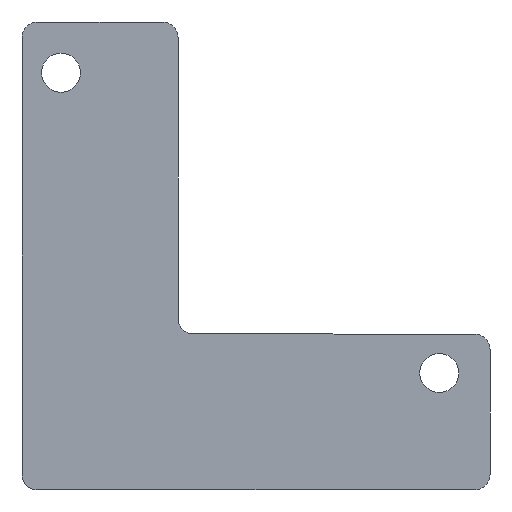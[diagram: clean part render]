
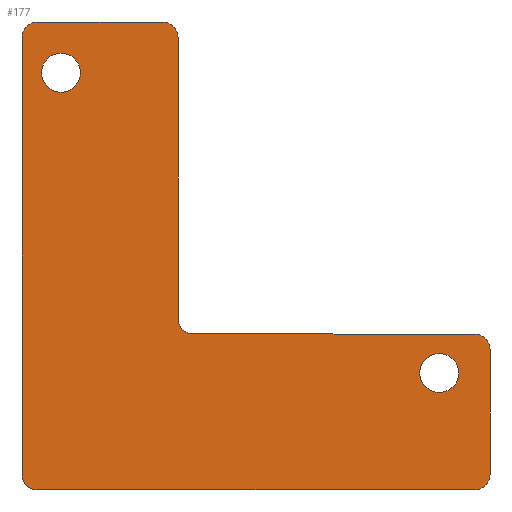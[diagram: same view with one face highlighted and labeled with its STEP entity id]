
A CAD part, left-side view. The second image highlights one B-rep face of the part: STEP entity #177.
In plain terms, the highlighted planar face has unit normal (-1, 0, 0).
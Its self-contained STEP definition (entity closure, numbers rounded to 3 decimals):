
#2 = VECTOR ( 'NONE', #219, 1000. ) ;
#4 = DIRECTION ( 'NONE',  ( 0., 0., -1. ) ) ;
#7 = DIRECTION ( 'NONE',  ( 1., 0., 0. ) ) ;
#9 = CIRCLE ( 'NONE', #570, 2.5 ) ;
#20 = EDGE_CURVE ( 'NONE', #485, #348, #487, .T. ) ;
#23 = ORIENTED_EDGE ( 'NONE', *, *, #78, .T. ) ;
#25 = CARTESIAN_POINT ( 'NONE',  ( 0., 42., 50. ) ) ;
#37 = CIRCLE ( 'NONE', #543, 2.5 ) ;
#54 = DIRECTION ( 'NONE',  ( -1., 0., 0. ) ) ;
#61 = AXIS2_PLACEMENT_3D ( 'NONE', #781, #597, #724 ) ;
#65 = DIRECTION ( 'NONE',  ( 0., 0., -1. ) ) ;
#67 = ORIENTED_EDGE ( 'NONE', *, *, #162, .T. ) ;
#72 = ORIENTED_EDGE ( 'NONE', *, *, #519, .T. ) ;
#73 = CARTESIAN_POINT ( 'NONE',  ( 0., 2., -8. ) ) ;
#74 = CIRCLE ( 'NONE', #328, 2.5 ) ;
#78 = EDGE_CURVE ( 'NONE', #637, #205, #670, .T. ) ;
#79 = ORIENTED_EDGE ( 'NONE', *, *, #406, .T. ) ;
#80 = AXIS2_PLACEMENT_3D ( 'NONE', #73, #639, #82 ) ;
#82 = DIRECTION ( 'NONE',  ( 0., 0., -1. ) ) ;
#87 = VECTOR ( 'NONE', #531, 1000. ) ;
#88 = EDGE_CURVE ( 'NONE', #205, #586, #136, .T. ) ;
#91 = VERTEX_POINT ( 'NONE', #556 ) ;
#92 = VECTOR ( 'NONE', #384, 1000. ) ;
#98 = DIRECTION ( 'NONE',  ( -1., 0., 0. ) ) ;
#102 = CARTESIAN_POINT ( 'NONE',  ( 0., 40., 12. ) ) ;
#112 = VERTEX_POINT ( 'NONE', #626 ) ;
#113 = CIRCLE ( 'NONE', #709, 2. ) ;
#117 = EDGE_LOOP ( 'NONE', ( #599, #413 ) ) ;
#119 = FACE_BOUND ( 'NONE', #569, .T. ) ;
#120 = CARTESIAN_POINT ( 'NONE',  ( 0., 6.5, 5. ) ) ;
#124 = CARTESIAN_POINT ( 'NONE',  ( 0., 50., 0. ) ) ;
#127 = DIRECTION ( 'NONE',  ( 0., 0., -1. ) ) ;
#129 = CARTESIAN_POINT ( 'NONE',  ( 0., 58., 50. ) ) ;
#131 = CARTESIAN_POINT ( 'NONE',  ( 0., 2., 8. ) ) ;
#134 = ORIENTED_EDGE ( 'NONE', *, *, #270, .T. ) ;
#136 = LINE ( 'NONE', #452, #197 ) ;
#137 = VERTEX_POINT ( 'NONE', #129 ) ;
#151 = VERTEX_POINT ( 'NONE', #754 ) ;
#154 = ORIENTED_EDGE ( 'NONE', *, *, #293, .T. ) ;
#159 = VERTEX_POINT ( 'NONE', #697 ) ;
#162 = EDGE_CURVE ( 'NONE', #586, #521, #415, .T. ) ;
#168 = CARTESIAN_POINT ( 'NONE',  ( 0., 0., -8. ) ) ;
#169 = CARTESIAN_POINT ( 'NONE',  ( 0., 58., -8. ) ) ;
#177 = ADVANCED_FACE ( 'NONE', ( #375, #119, #185 ), #676, .F. ) ;
#178 = CARTESIAN_POINT ( 'NONE',  ( 0., 60., -11.1 ) ) ;
#185 = FACE_BOUND ( 'NONE', #117, .T. ) ;
#191 = DIRECTION ( 'NONE',  ( 0., 0., -1. ) ) ;
#193 = VERTEX_POINT ( 'NONE', #732 ) ;
#196 = CIRCLE ( 'NONE', #61, 2.5 ) ;
#197 = VECTOR ( 'NONE', #690, 1000. ) ;
#199 = VERTEX_POINT ( 'NONE', #687 ) ;
#200 = CARTESIAN_POINT ( 'NONE',  ( 0., 60., 50. ) ) ;
#205 = VERTEX_POINT ( 'NONE', #102 ) ;
#214 = ORIENTED_EDGE ( 'NONE', *, *, #604, .F. ) ;
#219 = DIRECTION ( 'NONE',  ( 0., 1., 0. ) ) ;
#221 = DIRECTION ( 'NONE',  ( 0., 0., -1. ) ) ;
#226 = EDGE_CURVE ( 'NONE', #159, #112, #37, .T. ) ;
#227 = ORIENTED_EDGE ( 'NONE', *, *, #20, .F. ) ;
#229 = DIRECTION ( 'NONE',  ( 0., 0., -1. ) ) ;
#234 = DIRECTION ( 'NONE',  ( 1., 0., 0. ) ) ;
#238 = EDGE_CURVE ( 'NONE', #193, #151, #196, .T. ) ;
#249 = DIRECTION ( 'NONE',  ( 1., 0., 0. ) ) ;
#262 = CIRCLE ( 'NONE', #747, 2. ) ;
#270 = EDGE_CURVE ( 'NONE', #485, #436, #262, .T. ) ;
#279 = AXIS2_PLACEMENT_3D ( 'NONE', #680, #373, #65 ) ;
#281 = CARTESIAN_POINT ( 'NONE',  ( 0., 60., -8. ) ) ;
#293 = EDGE_CURVE ( 'NONE', #137, #348, #113, .T. ) ;
#304 = VERTEX_POINT ( 'NONE', #716 ) ;
#310 = VECTOR ( 'NONE', #762, 1000. ) ;
#323 = DIRECTION ( 'NONE',  ( -1., 0., 0. ) ) ;
#327 = CARTESIAN_POINT ( 'NONE',  ( 0., 0., -10. ) ) ;
#328 = AXIS2_PLACEMENT_3D ( 'NONE', #379, #612, #4 ) ;
#348 = VERTEX_POINT ( 'NONE', #743 ) ;
#353 = ORIENTED_EDGE ( 'NONE', *, *, #763, .T. ) ;
#359 = DIRECTION ( 'NONE',  ( 0., 0., -1. ) ) ;
#360 = EDGE_LOOP ( 'NONE', ( #227, #134, #214, #72, #703, #79, #353, #23, #416, #67, #729, #154 ) ) ;
#368 = EDGE_CURVE ( 'NONE', #151, #193, #9, .T. ) ;
#373 = DIRECTION ( 'NONE',  ( 1., 0., 0. ) ) ;
#375 = FACE_OUTER_BOUND ( 'NONE', #360, .T. ) ;
#377 = AXIS2_PLACEMENT_3D ( 'NONE', #124, #249, #127 ) ;
#379 = CARTESIAN_POINT ( 'NONE',  ( 0., 55., 43.5 ) ) ;
#384 = DIRECTION ( 'NONE',  ( 0., 1., 0. ) ) ;
#387 = CARTESIAN_POINT ( 'NONE',  ( 0., 40., 48. ) ) ;
#406 = EDGE_CURVE ( 'NONE', #199, #91, #619, .T. ) ;
#408 = EDGE_CURVE ( 'NONE', #112, #159, #74, .T. ) ;
#413 = ORIENTED_EDGE ( 'NONE', *, *, #238, .T. ) ;
#414 = CARTESIAN_POINT ( 'NONE',  ( 0., 38., 10. ) ) ;
#415 = CIRCLE ( 'NONE', #514, 2. ) ;
#416 = ORIENTED_EDGE ( 'NONE', *, *, #88, .T. ) ;
#436 = VERTEX_POINT ( 'NONE', #567 ) ;
#449 = CARTESIAN_POINT ( 'NONE',  ( 0., 0., -10. ) ) ;
#452 = CARTESIAN_POINT ( 'NONE',  ( 0., 40., -11.1 ) ) ;
#457 = CIRCLE ( 'NONE', #80, 2. ) ;
#458 = EDGE_CURVE ( 'NONE', #137, #521, #753, .T. ) ;
#478 = LINE ( 'NONE', #507, #2 ) ;
#485 = VERTEX_POINT ( 'NONE', #281 ) ;
#487 = LINE ( 'NONE', #178, #87 ) ;
#503 = ORIENTED_EDGE ( 'NONE', *, *, #408, .T. ) ;
#507 = CARTESIAN_POINT ( 'NONE',  ( 0., 0., 10. ) ) ;
#514 = AXIS2_PLACEMENT_3D ( 'NONE', #611, #54, #793 ) ;
#519 = EDGE_CURVE ( 'NONE', #304, #681, #457, .T. ) ;
#521 = VERTEX_POINT ( 'NONE', #25 ) ;
#530 = CARTESIAN_POINT ( 'NONE',  ( 0., 55., 43.5 ) ) ;
#531 = DIRECTION ( 'NONE',  ( 0., 0., 1. ) ) ;
#537 = EDGE_CURVE ( 'NONE', #681, #199, #572, .T. ) ;
#543 = AXIS2_PLACEMENT_3D ( 'NONE', #530, #234, #359 ) ;
#556 = CARTESIAN_POINT ( 'NONE',  ( 0., 2., 10. ) ) ;
#567 = CARTESIAN_POINT ( 'NONE',  ( 0., 58., -10. ) ) ;
#569 = EDGE_LOOP ( 'NONE', ( #503, #592 ) ) ;
#570 = AXIS2_PLACEMENT_3D ( 'NONE', #120, #7, #801 ) ;
#572 = LINE ( 'NONE', #327, #310 ) ;
#586 = VERTEX_POINT ( 'NONE', #387 ) ;
#591 = CARTESIAN_POINT ( 'NONE',  ( 0., 58., 48. ) ) ;
#592 = ORIENTED_EDGE ( 'NONE', *, *, #226, .T. ) ;
#597 = DIRECTION ( 'NONE',  ( 1., 0., 0. ) ) ;
#599 = ORIENTED_EDGE ( 'NONE', *, *, #368, .T. ) ;
#604 = EDGE_CURVE ( 'NONE', #304, #436, #641, .T. ) ;
#610 = DIRECTION ( 'NONE',  ( 0., -1., 0. ) ) ;
#611 = CARTESIAN_POINT ( 'NONE',  ( 0., 42., 48. ) ) ;
#612 = DIRECTION ( 'NONE',  ( 1., 0., 0. ) ) ;
#619 = CIRCLE ( 'NONE', #797, 2. ) ;
#626 = CARTESIAN_POINT ( 'NONE',  ( 0., 55., 41. ) ) ;
#637 = VERTEX_POINT ( 'NONE', #414 ) ;
#639 = DIRECTION ( 'NONE',  ( -1., 0., 0. ) ) ;
#641 = LINE ( 'NONE', #449, #92 ) ;
#670 = CIRCLE ( 'NONE', #279, 2. ) ;
#676 = PLANE ( 'NONE',  #377 ) ;
#680 = CARTESIAN_POINT ( 'NONE',  ( 0., 38., 12. ) ) ;
#681 = VERTEX_POINT ( 'NONE', #168 ) ;
#687 = CARTESIAN_POINT ( 'NONE',  ( 0., 0., 8. ) ) ;
#690 = DIRECTION ( 'NONE',  ( 0., 0., 1. ) ) ;
#697 = CARTESIAN_POINT ( 'NONE',  ( 0., 55., 46. ) ) ;
#703 = ORIENTED_EDGE ( 'NONE', *, *, #537, .T. ) ;
#709 = AXIS2_PLACEMENT_3D ( 'NONE', #591, #784, #229 ) ;
#716 = CARTESIAN_POINT ( 'NONE',  ( 0., 2., -10. ) ) ;
#724 = DIRECTION ( 'NONE',  ( 0., 0., -1. ) ) ;
#729 = ORIENTED_EDGE ( 'NONE', *, *, #458, .F. ) ;
#732 = CARTESIAN_POINT ( 'NONE',  ( 0., 6.5, 7.5 ) ) ;
#743 = CARTESIAN_POINT ( 'NONE',  ( 0., 60., 48. ) ) ;
#747 = AXIS2_PLACEMENT_3D ( 'NONE', #169, #98, #221 ) ;
#753 = LINE ( 'NONE', #200, #774 ) ;
#754 = CARTESIAN_POINT ( 'NONE',  ( 0., 6.5, 2.5 ) ) ;
#762 = DIRECTION ( 'NONE',  ( 0., 0., 1. ) ) ;
#763 = EDGE_CURVE ( 'NONE', #91, #637, #478, .T. ) ;
#774 = VECTOR ( 'NONE', #610, 1000. ) ;
#781 = CARTESIAN_POINT ( 'NONE',  ( 0., 6.5, 5. ) ) ;
#784 = DIRECTION ( 'NONE',  ( -1., 0., 0. ) ) ;
#793 = DIRECTION ( 'NONE',  ( 0., 0., -1. ) ) ;
#797 = AXIS2_PLACEMENT_3D ( 'NONE', #131, #323, #191 ) ;
#801 = DIRECTION ( 'NONE',  ( 0., 0., -1. ) ) ;
